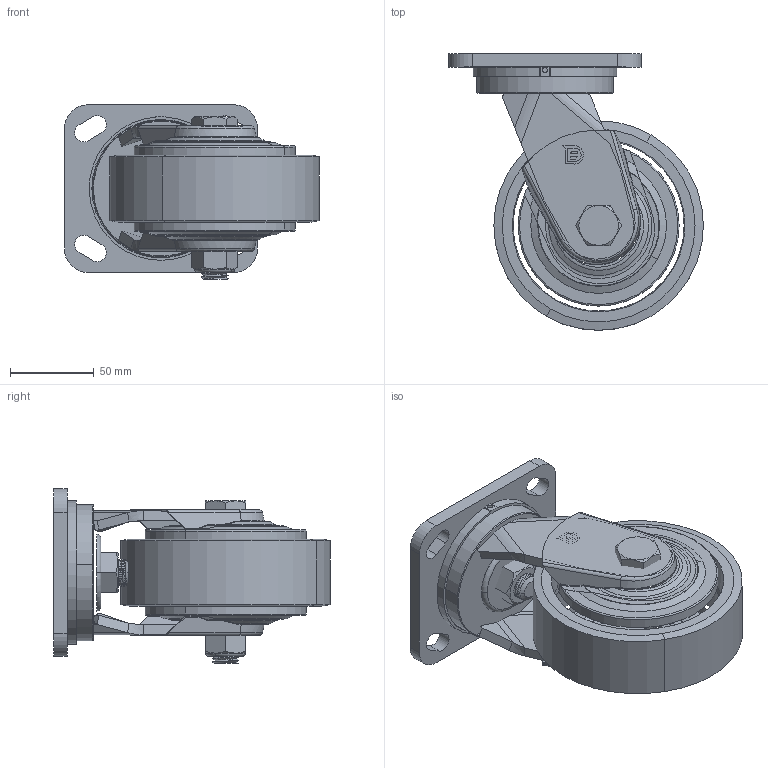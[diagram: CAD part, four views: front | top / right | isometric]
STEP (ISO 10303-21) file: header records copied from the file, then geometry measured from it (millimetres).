
FILE_DESCRIPTION((''),'2;1');
FILE_NAME('PRT0001','2025-04-24T08:21:24',('Administrator'),(''),'CREO PARAMETRIC BY PTC INC, 2024325','CREO PARAMETRIC BY PTC INC, 2024325','');
FILE_SCHEMA(('CONFIG_CONTROL_DESIGN','GEOMETRIC_VALIDATION_PROPERTIES_MIM'));
Length unit declared in the file: millimetre
Products named in the file (1): PRT0001
Bounding box: 152 x 165 x 104 mm (x, y, z)
Surface area: 117399.7 mm2 (no closed solid volume)
Topology: 0 solids, 29 shells, 218 faces, 755 edges, 566 vertices
Faces by surface type: plane 88, cylinder 64, cone 36, torus 22, bspline 8
Entity records: 11944 total; most frequent: CARTESIAN_POINT 4274, DIRECTION 1179, ORIENTED_EDGE 1117, EDGE_CURVE 755, VERTEX_POINT 566, AXIS2_PLACEMENT_3D 437, VECTOR 305, LINE 305
